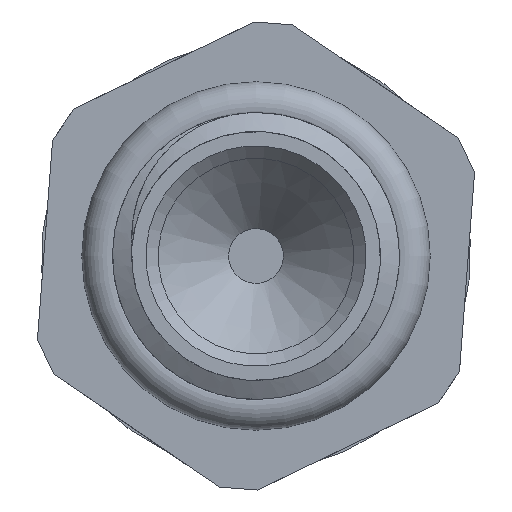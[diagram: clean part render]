
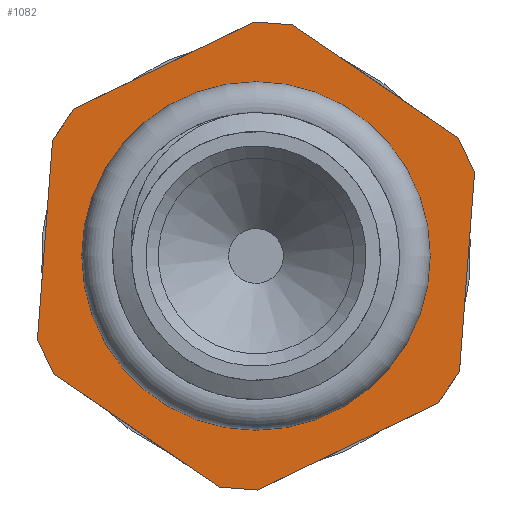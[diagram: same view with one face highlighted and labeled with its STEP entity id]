
A CAD part, left-side view. The second image highlights one B-rep face of the part: STEP entity #1082.
In plain terms, the highlighted planar face has unit normal (-1, 0, 0).
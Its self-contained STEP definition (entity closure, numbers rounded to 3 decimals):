
#109=FACE_BOUND('',#387,.T.);
#175=CIRCLE('',#1249,6.85);
#217=PLANE('',#1250);
#281=FACE_OUTER_BOUND('',#386,.T.);
#386=EDGE_LOOP('',(#961,#962,#963,#964,#965,#966,#967,#968,#969,#970,#971,
#972));
#387=EDGE_LOOP('',(#973));
#428=LINE('',#2456,#466);
#430=LINE('',#2464,#468);
#432=LINE('',#2470,#470);
#434=LINE('',#2478,#472);
#436=LINE('',#2484,#474);
#439=LINE('',#2495,#477);
#442=LINE('',#2504,#480);
#444=LINE('',#2514,#482);
#446=LINE('',#2522,#484);
#448=LINE('',#2526,#486);
#449=LINE('',#2529,#487);
#450=LINE('',#2532,#488);
#466=VECTOR('',#1391,10.);
#468=VECTOR('',#1395,10.);
#470=VECTOR('',#1401,10.);
#472=VECTOR('',#1405,10.);
#474=VECTOR('',#1411,10.);
#477=VECTOR('',#1416,10.);
#480=VECTOR('',#1421,10.);
#482=VECTOR('',#1425,10.);
#484=VECTOR('',#1429,10.);
#486=VECTOR('',#1435,10.);
#487=VECTOR('',#1440,10.);
#488=VECTOR('',#1445,10.);
#557=VERTEX_POINT('',#2453);
#558=VERTEX_POINT('',#2455);
#560=VERTEX_POINT('',#2463);
#562=VERTEX_POINT('',#2469);
#564=VERTEX_POINT('',#2477);
#566=VERTEX_POINT('',#2483);
#569=VERTEX_POINT('',#2492);
#570=VERTEX_POINT('',#2494);
#572=VERTEX_POINT('',#2502);
#575=VERTEX_POINT('',#2511);
#576=VERTEX_POINT('',#2513);
#578=VERTEX_POINT('',#2521);
#601=VERTEX_POINT('',#2600);
#673=EDGE_CURVE('',#558,#557,#428,.T.);
#676=EDGE_CURVE('',#560,#558,#430,.T.);
#679=EDGE_CURVE('',#562,#560,#432,.T.);
#682=EDGE_CURVE('',#564,#562,#434,.T.);
#685=EDGE_CURVE('',#566,#564,#436,.T.);
#689=EDGE_CURVE('',#570,#569,#439,.T.);
#693=EDGE_CURVE('',#557,#572,#442,.T.);
#696=EDGE_CURVE('',#576,#575,#444,.T.);
#699=EDGE_CURVE('',#578,#566,#446,.T.);
#702=EDGE_CURVE('',#575,#578,#448,.T.);
#704=EDGE_CURVE('',#569,#576,#449,.T.);
#706=EDGE_CURVE('',#572,#570,#450,.T.);
#729=EDGE_CURVE('',#601,#601,#175,.T.);
#961=ORIENTED_EDGE('',*,*,#685,.T.);
#962=ORIENTED_EDGE('',*,*,#682,.T.);
#963=ORIENTED_EDGE('',*,*,#679,.T.);
#964=ORIENTED_EDGE('',*,*,#676,.T.);
#965=ORIENTED_EDGE('',*,*,#673,.T.);
#966=ORIENTED_EDGE('',*,*,#693,.T.);
#967=ORIENTED_EDGE('',*,*,#706,.T.);
#968=ORIENTED_EDGE('',*,*,#689,.T.);
#969=ORIENTED_EDGE('',*,*,#704,.T.);
#970=ORIENTED_EDGE('',*,*,#696,.T.);
#971=ORIENTED_EDGE('',*,*,#702,.T.);
#972=ORIENTED_EDGE('',*,*,#699,.T.);
#973=ORIENTED_EDGE('',*,*,#729,.T.);
#1082=ADVANCED_FACE('',(#281,#109),#217,.T.);
#1249=AXIS2_PLACEMENT_3D('',#2601,#1536,#1537);
#1250=AXIS2_PLACEMENT_3D('',#2602,#1538,#1539);
#1391=DIRECTION('',(0.,0.,1.));
#1395=DIRECTION('',(0.,-0.5,0.866));
#1401=DIRECTION('',(0.,-0.866,0.5));
#1405=DIRECTION('',(0.,-1.,0.));
#1411=DIRECTION('',(0.,-0.866,-0.5));
#1416=DIRECTION('',(0.,1.,0.));
#1421=DIRECTION('',(0.,0.5,0.866));
#1425=DIRECTION('',(0.,0.5,-0.866));
#1429=DIRECTION('',(0.,-0.5,-0.866));
#1435=DIRECTION('',(0.,0.,-1.));
#1440=DIRECTION('',(0.,0.866,-0.5));
#1445=DIRECTION('',(0.,0.866,0.5));
#1536=DIRECTION('center_axis',(1.,0.,0.));
#1537=DIRECTION('ref_axis',(0.,0.,-1.));
#1538=DIRECTION('center_axis',(-1.,0.,0.));
#1539=DIRECTION('ref_axis',(0.,0.,1.));
#2453=CARTESIAN_POINT('',(-11.1,-9.368,0.774));
#2455=CARTESIAN_POINT('',(-11.1,-9.368,-0.774));
#2456=CARTESIAN_POINT('',(-11.1,-9.368,-0.387));
#2463=CARTESIAN_POINT('',(-11.1,-5.354,-7.726));
#2464=CARTESIAN_POINT('',(-11.1,-5.183,-8.023));
#2469=CARTESIAN_POINT('',(-11.1,-4.014,-8.5));
#2470=CARTESIAN_POINT('',(-11.1,-0.824,-10.342));
#2477=CARTESIAN_POINT('',(-11.1,4.014,-8.5));
#2478=CARTESIAN_POINT('',(-11.1,6.707,-8.5));
#2483=CARTESIAN_POINT('',(-11.1,5.354,-7.726));
#2484=CARTESIAN_POINT('',(-11.1,8.544,-5.884));
#2492=CARTESIAN_POINT('',(-11.1,4.014,8.5));
#2494=CARTESIAN_POINT('',(-11.1,-4.014,8.5));
#2495=CARTESIAN_POINT('',(-11.1,2.693,8.5));
#2502=CARTESIAN_POINT('',(-11.1,-5.354,7.726));
#2504=CARTESIAN_POINT('',(-11.1,-7.19,4.547));
#2511=CARTESIAN_POINT('',(-11.1,9.368,0.774));
#2513=CARTESIAN_POINT('',(-11.1,5.354,7.726));
#2514=CARTESIAN_POINT('',(-11.1,7.533,3.953));
#2521=CARTESIAN_POINT('',(-11.1,9.368,-0.774));
#2522=CARTESIAN_POINT('',(-11.1,9.54,-0.477));
#2526=CARTESIAN_POINT('',(-11.1,9.368,0.387));
#2529=CARTESIAN_POINT('',(-11.1,7.874,6.271));
#2532=CARTESIAN_POINT('',(-11.1,-1.494,9.955));
#2600=CARTESIAN_POINT('',(-11.1,6.85,0.));
#2601=CARTESIAN_POINT('Origin',(-11.1,0.,0.));
#2602=CARTESIAN_POINT('Origin',(-11.1,9.4,0.));
